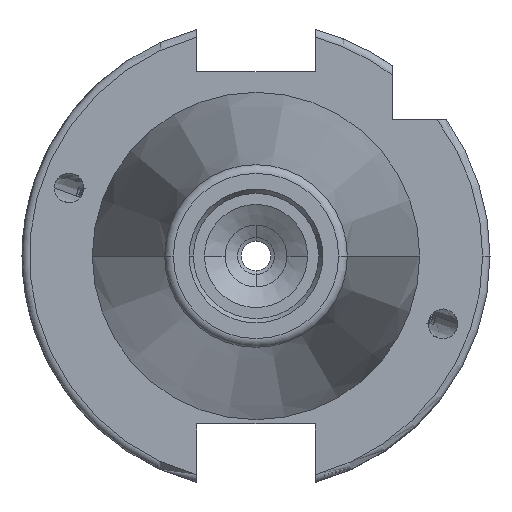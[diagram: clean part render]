
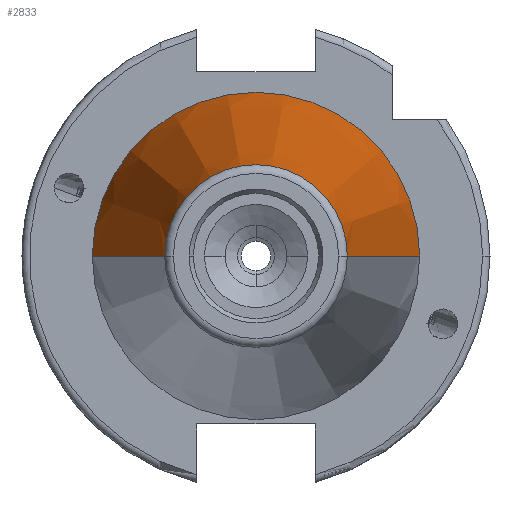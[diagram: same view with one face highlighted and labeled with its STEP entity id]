
A CAD part, left-side view. The second image highlights one B-rep face of the part: STEP entity #2833.
In plain terms, the highlighted conical face has half-angle 8.297 degrees and reference radius 22.225 mm.
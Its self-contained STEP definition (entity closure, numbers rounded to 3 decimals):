
#123 = CARTESIAN_POINT ( 'NONE',  ( -67.373, 0., 0. ) ) ;
#256 = CARTESIAN_POINT ( 'NONE',  ( 0., 0., 0. ) ) ;
#562 = DIRECTION ( 'NONE',  ( 0., -1., 0. ) ) ;
#629 = AXIS2_PLACEMENT_3D ( 'NONE', #123, #3023, #562 ) ;
#921 = FACE_OUTER_BOUND ( 'NONE', #3895, .T. ) ;
#1111 = DIRECTION ( 'NONE',  ( 0., 1., 0. ) ) ;
#1119 = AXIS2_PLACEMENT_3D ( 'NONE', #3536, #2640, #3422 ) ;
#1305 = VERTEX_POINT ( 'NONE', #5282 ) ;
#1336 = CARTESIAN_POINT ( 'NONE',  ( 0., 22.225, 0. ) ) ;
#1480 = CARTESIAN_POINT ( 'NONE',  ( -67.373, -12.4, 0. ) ) ;
#1521 = ORIENTED_EDGE ( 'NONE', *, *, #2376, .T. ) ;
#1658 = LINE ( 'NONE', #5297, #4794 ) ;
#1748 = VERTEX_POINT ( 'NONE', #1336 ) ;
#1947 = DIRECTION ( 'NONE',  ( 1., 0., 0. ) ) ;
#1988 = EDGE_CURVE ( 'NONE', #2203, #1748, #4149, .T. ) ;
#2154 = ORIENTED_EDGE ( 'NONE', *, *, #1988, .T. ) ;
#2203 = VERTEX_POINT ( 'NONE', #4481 ) ;
#2234 = LINE ( 'NONE', #3258, #3299 ) ;
#2376 = EDGE_CURVE ( 'NONE', #4206, #2203, #1658, .T. ) ;
#2481 = EDGE_CURVE ( 'NONE', #1305, #1748, #2234, .T. ) ;
#2640 = DIRECTION ( 'NONE',  ( -1., 0., 0. ) ) ;
#2833 = ADVANCED_FACE ( 'NONE', ( #921 ), #5053, .T. ) ;
#3023 = DIRECTION ( 'NONE',  ( -1., 0., 0. ) ) ;
#3169 = EDGE_CURVE ( 'NONE', #4206, #1305, #3883, .T. ) ;
#3222 = ORIENTED_EDGE ( 'NONE', *, *, #3169, .F. ) ;
#3258 = CARTESIAN_POINT ( 'NONE',  ( 0., 22.225, 0. ) ) ;
#3284 = DIRECTION ( 'NONE',  ( 0.99, 0.144, 0. ) ) ;
#3299 = VECTOR ( 'NONE', #3284, 1000. ) ;
#3422 = DIRECTION ( 'NONE',  ( 0., -1., 0. ) ) ;
#3536 = CARTESIAN_POINT ( 'NONE',  ( 0., 0., 0. ) ) ;
#3883 = CIRCLE ( 'NONE', #629, 12.4 ) ;
#3895 = EDGE_LOOP ( 'NONE', ( #3222, #1521, #2154, #4920 ) ) ;
#4149 = CIRCLE ( 'NONE', #1119, 22.225 ) ;
#4206 = VERTEX_POINT ( 'NONE', #1480 ) ;
#4481 = CARTESIAN_POINT ( 'NONE',  ( 0., -22.225, 0. ) ) ;
#4699 = AXIS2_PLACEMENT_3D ( 'NONE', #256, #1947, #1111 ) ;
#4794 = VECTOR ( 'NONE', #5330, 1000. ) ;
#4920 = ORIENTED_EDGE ( 'NONE', *, *, #2481, .F. ) ;
#5053 = CONICAL_SURFACE ( 'NONE', #4699, 22.225, 0.145 ) ;
#5282 = CARTESIAN_POINT ( 'NONE',  ( -67.373, 12.4, 0. ) ) ;
#5297 = CARTESIAN_POINT ( 'NONE',  ( 0., -22.225, 0. ) ) ;
#5330 = DIRECTION ( 'NONE',  ( 0.99, -0.144, 0. ) ) ;
